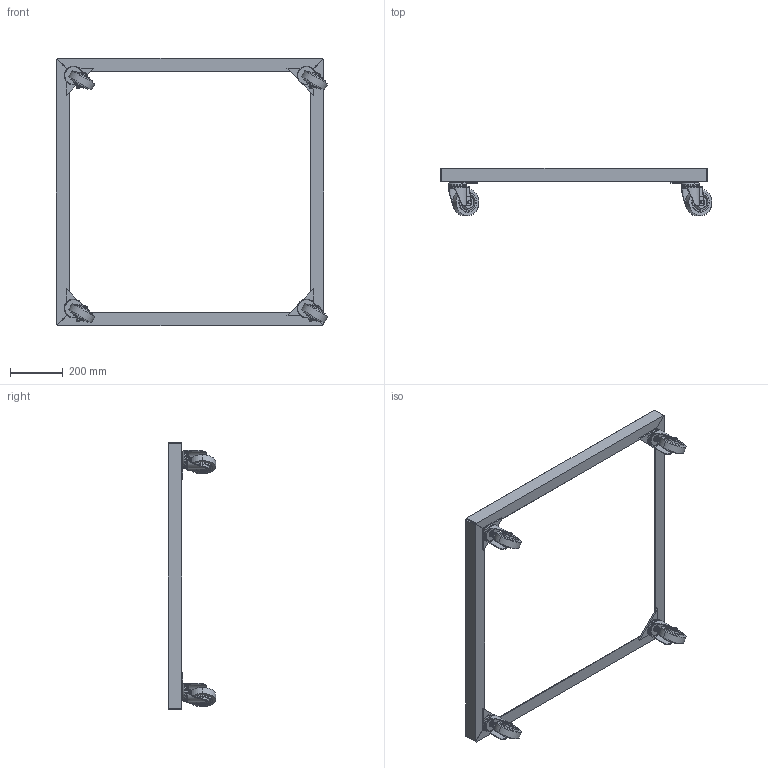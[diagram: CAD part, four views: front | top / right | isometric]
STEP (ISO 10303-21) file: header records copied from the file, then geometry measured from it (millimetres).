
FILE_DESCRIPTION (( 'STEP AP203' ), '1' );
FILE_NAME ('T77400.STEP', '2018-09-11T15:49:58', ( '' ), ( '' ), 'SwSTEP 2.0', 'SolidWorks 2016', '' );
FILE_SCHEMA (( 'CONFIG_CONTROL_DESIGN' ));
Length unit declared in the file: millimetre
Products named in the file (12): S3144-4; T77400; Hex Bolt_ISO 4016 - M12 x 40 x 40-WS; SW3dPS-nyloc nut, st stl a2 iso_M12 NYLOC; S3144; S3144-2; TH111; Hex Bolt_ISO 4016 - M8 x 60 x 22-WS; B Washer_Bright washer BS 4320 - M12 (Form B); TH2261; SW3dPS-nyloc nut, st stl a2 iso_M8 NYLOC; TH2260
Assembly tree (33 placements, depth 3):
  T77400
    TH111
      TH2260  x4
      TH2261  x4
    S3144  x4
      S3144-2
      S3144-4
      Hex Bolt_ISO 4016 - M8 x 60 x 22-WS
      SW3dPS-nyloc nut, st stl a2 iso_M8 NYLOC
    Hex Bolt_ISO 4016 - M12 x 40 x 40-WS  x4
    B Washer_Bright washer BS 4320 - M12 (Form B)  x8
    SW3dPS-nyloc nut, st stl a2 iso_M12 NYLOC  x4
Bounding box: 1029.55 x 179 x 1015 mm (x, y, z)
Volume: 3216068.9 mm3; surface area: 1159389.5 mm2
Topology: 40 solids, 40 shells, 1824 faces, 4484 edges, 2784 vertices
Faces by surface type: cone 848, cylinder 560, plane 372, torus 44
Entity records: 15936 total; most frequent: CARTESIAN_POINT 2998, DIRECTION 2582, ORIENTED_EDGE 2218, EDGE_CURVE 1109, AXIS2_PLACEMENT_3D 1082, VERTEX_POINT 688, CIRCLE 594, EDGE_LOOP 479
